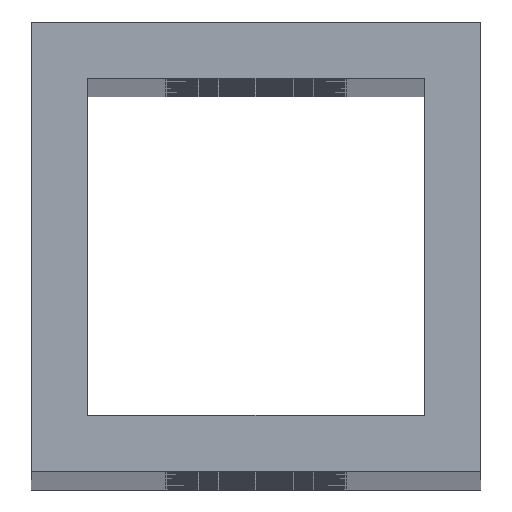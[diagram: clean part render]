
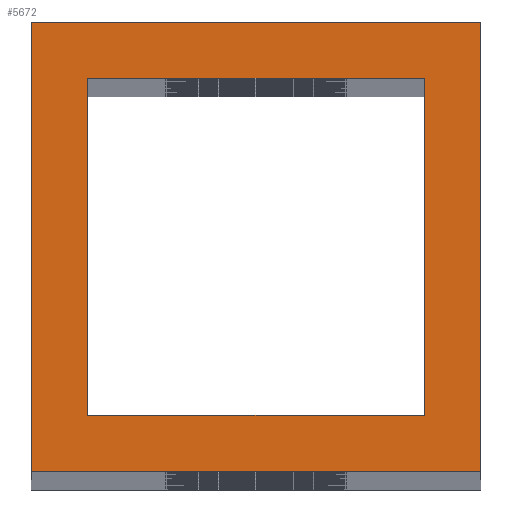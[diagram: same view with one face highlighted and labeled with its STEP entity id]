
A CAD part, top view. The second image highlights one B-rep face of the part: STEP entity #5672.
In plain terms, the highlighted planar face has unit normal (0, 0, 1).
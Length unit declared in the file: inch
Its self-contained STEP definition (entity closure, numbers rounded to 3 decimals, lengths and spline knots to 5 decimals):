
#3 = CARTESIAN_POINT ( 'NONE',  ( 0.4375, 0.4375, 12. ) ) ;
#23 = CARTESIAN_POINT ( 'NONE',  ( 0., 0., 12. ) ) ;
#113 = VECTOR ( 'NONE', #3704, 39.37008 ) ;
#190 = ORIENTED_EDGE ( 'NONE', *, *, #2861, .T. ) ;
#298 = ORIENTED_EDGE ( 'NONE', *, *, #2355, .F. ) ;
#470 = CARTESIAN_POINT ( 'NONE',  ( 0.5, 0., 12. ) ) ;
#806 = LINE ( 'NONE', #2525, #3973 ) ;
#832 = CARTESIAN_POINT ( 'NONE',  ( 0., 0.5, 12. ) ) ;
#929 = LINE ( 'NONE', #7119, #3143 ) ;
#936 = CARTESIAN_POINT ( 'NONE',  ( 0.5, 0.5, 12. ) ) ;
#966 = VECTOR ( 'NONE', #5357, 39.37008 ) ;
#1148 = CARTESIAN_POINT ( 'NONE',  ( 0., 0.5, 12. ) ) ;
#1342 = DIRECTION ( 'NONE',  ( 1., 0., 0. ) ) ;
#1492 = VERTEX_POINT ( 'NONE', #1148 ) ;
#1517 = EDGE_CURVE ( 'NONE', #1492, #2505, #5759, .T. ) ;
#1852 = ORIENTED_EDGE ( 'NONE', *, *, #1517, .T. ) ;
#2102 = EDGE_CURVE ( 'NONE', #2505, #2963, #929, .T. ) ;
#2111 = EDGE_CURVE ( 'NONE', #5329, #6947, #806, .T. ) ;
#2115 = DIRECTION ( 'NONE',  ( 0., 1., 0. ) ) ;
#2131 = DIRECTION ( 'NONE',  ( 0., 0., -1. ) ) ;
#2193 = CARTESIAN_POINT ( 'NONE',  ( 0.4375, 0.4375, 12. ) ) ;
#2220 = CARTESIAN_POINT ( 'NONE',  ( 0.0625, 0.0625, 12. ) ) ;
#2244 = EDGE_CURVE ( 'NONE', #6291, #1492, #4790, .T. ) ;
#2312 = VECTOR ( 'NONE', #4123, 39.37008 ) ;
#2355 = EDGE_CURVE ( 'NONE', #6947, #6816, #7103, .T. ) ;
#2505 = VERTEX_POINT ( 'NONE', #23 ) ;
#2525 = CARTESIAN_POINT ( 'NONE',  ( 0.0625, 0.4375, 12. ) ) ;
#2700 = ORIENTED_EDGE ( 'NONE', *, *, #7276, .F. ) ;
#2861 = EDGE_CURVE ( 'NONE', #2963, #6291, #5466, .T. ) ;
#2894 = DIRECTION ( 'NONE',  ( 1., 0., 0. ) ) ;
#2963 = VERTEX_POINT ( 'NONE', #470 ) ;
#3143 = VECTOR ( 'NONE', #1342, 39.37008 ) ;
#3209 = CARTESIAN_POINT ( 'NONE',  ( 0.5, 0., 12. ) ) ;
#3288 = ORIENTED_EDGE ( 'NONE', *, *, #2102, .T. ) ;
#3433 = EDGE_CURVE ( 'NONE', #6816, #6168, #6892, .T. ) ;
#3622 = CARTESIAN_POINT ( 'NONE',  ( 0.0625, 0.4375, 12. ) ) ;
#3643 = DIRECTION ( 'NONE',  ( -1., 0., 0. ) ) ;
#3704 = DIRECTION ( 'NONE',  ( 0., -1., 0. ) ) ;
#3762 = EDGE_LOOP ( 'NONE', ( #298, #5409, #2700, #7043 ) ) ;
#3789 = ORIENTED_EDGE ( 'NONE', *, *, #2244, .T. ) ;
#3973 = VECTOR ( 'NONE', #3643, 39.37008 ) ;
#4114 = VECTOR ( 'NONE', #2115, 39.37008 ) ;
#4123 = DIRECTION ( 'NONE',  ( 0., -1., 0. ) ) ;
#4139 = VECTOR ( 'NONE', #4594, 39.37008 ) ;
#4428 = DIRECTION ( 'NONE',  ( -1., 0., 0. ) ) ;
#4534 = FACE_OUTER_BOUND ( 'NONE', #7480, .T. ) ;
#4594 = DIRECTION ( 'NONE',  ( 0., 1., 0. ) ) ;
#4790 = LINE ( 'NONE', #832, #966 ) ;
#5104 = PLANE ( 'NONE',  #6836 ) ;
#5329 = VERTEX_POINT ( 'NONE', #3 ) ;
#5331 = CARTESIAN_POINT ( 'NONE',  ( 0., 0., 12. ) ) ;
#5357 = DIRECTION ( 'NONE',  ( -1., 0., 0. ) ) ;
#5400 = CARTESIAN_POINT ( 'NONE',  ( 0.0625, 0.4375, 12. ) ) ;
#5409 = ORIENTED_EDGE ( 'NONE', *, *, #2111, .F. ) ;
#5460 = VECTOR ( 'NONE', #2894, 39.37008 ) ;
#5466 = LINE ( 'NONE', #3209, #4114 ) ;
#5573 = CARTESIAN_POINT ( 'NONE',  ( 0.0625, 0.0625, 12. ) ) ;
#5600 = FACE_BOUND ( 'NONE', #3762, .T. ) ;
#5661 = LINE ( 'NONE', #2193, #4139 ) ;
#5672 = ADVANCED_FACE ( 'NONE', ( #4534, #5600 ), #5104, .F. ) ;
#5759 = LINE ( 'NONE', #5331, #2312 ) ;
#6168 = VERTEX_POINT ( 'NONE', #6519 ) ;
#6291 = VERTEX_POINT ( 'NONE', #936 ) ;
#6519 = CARTESIAN_POINT ( 'NONE',  ( 0.4375, 0.0625, 12. ) ) ;
#6816 = VERTEX_POINT ( 'NONE', #5573 ) ;
#6836 = AXIS2_PLACEMENT_3D ( 'NONE', #7302, #2131, #4428 ) ;
#6892 = LINE ( 'NONE', #2220, #5460 ) ;
#6947 = VERTEX_POINT ( 'NONE', #3622 ) ;
#7043 = ORIENTED_EDGE ( 'NONE', *, *, #3433, .F. ) ;
#7103 = LINE ( 'NONE', #5400, #113 ) ;
#7119 = CARTESIAN_POINT ( 'NONE',  ( 0., 0., 12. ) ) ;
#7276 = EDGE_CURVE ( 'NONE', #6168, #5329, #5661, .T. ) ;
#7302 = CARTESIAN_POINT ( 'NONE',  ( 0., 0., 12. ) ) ;
#7480 = EDGE_LOOP ( 'NONE', ( #1852, #3288, #190, #3789 ) ) ;
